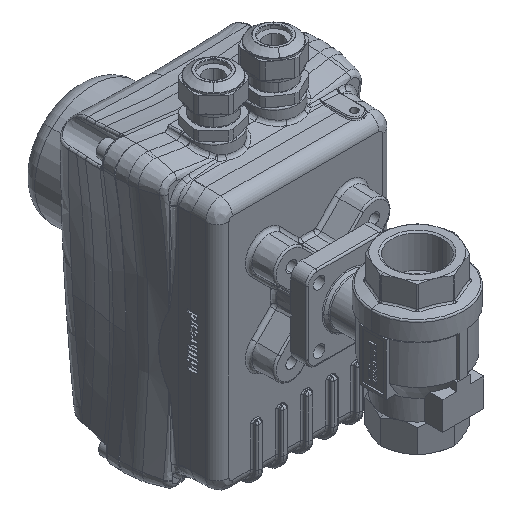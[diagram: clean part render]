
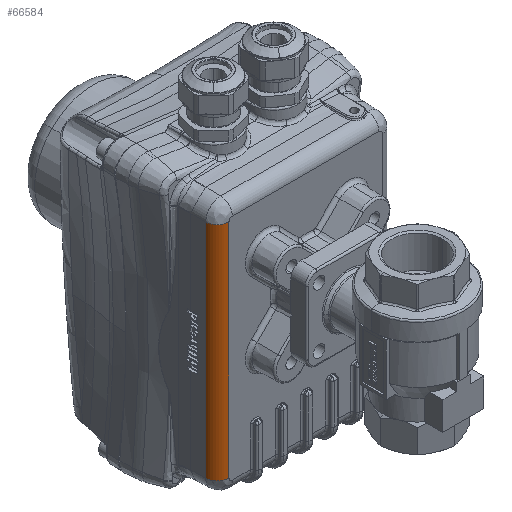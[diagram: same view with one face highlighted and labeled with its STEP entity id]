
A CAD part, isometric view. The second image highlights one B-rep face of the part: STEP entity #66584.
In plain terms, the highlighted cylindrical face has radius 7 mm (diameter 14 mm), a partial arc.
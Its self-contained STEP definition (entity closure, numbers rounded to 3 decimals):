
#1757 = AXIS2_PLACEMENT_3D ( 'NONE', #102962, #111710, #50816 ) ;
#8311 = LINE ( 'NONE', #101837, #25979 ) ;
#9752 = ORIENTED_EDGE ( 'NONE', *, *, #91411, .T. ) ;
#15595 = VERTEX_POINT ( 'NONE', #96275 ) ;
#20997 = CARTESIAN_POINT ( 'NONE',  ( -46.748, 52.25, 51.249 ) ) ;
#23935 = EDGE_CURVE ( 'NONE', #82801, #66880, #59500, .T. ) ;
#25979 = VECTOR ( 'NONE', #75673, 1000. ) ;
#30346 = DIRECTION ( 'NONE',  ( 0., 1., 0. ) ) ;
#32200 = ORIENTED_EDGE ( 'NONE', *, *, #23935, .T. ) ;
#33157 = VERTEX_POINT ( 'NONE', #20997 ) ;
#36605 = AXIS2_PLACEMENT_3D ( 'NONE', #99224, #81362, #30346 ) ;
#38054 = EDGE_LOOP ( 'NONE', ( #32200, #50881, #52690, #9752 ) ) ;
#40242 = EDGE_CURVE ( 'NONE', #33157, #15595, #8311, .T. ) ;
#42134 = CARTESIAN_POINT ( 'NONE',  ( -53.747, 59.128, -91. ) ) ;
#46710 = DIRECTION ( 'NONE',  ( 0., 0., -1. ) ) ;
#47124 = CIRCLE ( 'NONE', #80090, 7. ) ;
#50816 = DIRECTION ( 'NONE',  ( -1., 0., 0. ) ) ;
#50881 = ORIENTED_EDGE ( 'NONE', *, *, #80092, .F. ) ;
#51998 = DIRECTION ( 'NONE',  ( 0., 0., -1. ) ) ;
#52690 = ORIENTED_EDGE ( 'NONE', *, *, #40242, .F. ) ;
#55334 = CIRCLE ( 'NONE', #1757, 7. ) ;
#55526 = DIRECTION ( 'NONE',  ( 0., 1., 0. ) ) ;
#59500 = LINE ( 'NONE', #42134, #85183 ) ;
#66584 = ADVANCED_FACE ( 'NONE', ( #76186 ), #87000, .T. ) ;
#66880 = VERTEX_POINT ( 'NONE', #78671 ) ;
#70973 = CARTESIAN_POINT ( 'NONE',  ( -53.747, 59.128, 51.249 ) ) ;
#75673 = DIRECTION ( 'NONE',  ( 0., 0., -1. ) ) ;
#76186 = FACE_OUTER_BOUND ( 'NONE', #38054, .T. ) ;
#78671 = CARTESIAN_POINT ( 'NONE',  ( -53.747, 59.128, -81.249 ) ) ;
#80090 = AXIS2_PLACEMENT_3D ( 'NONE', #98889, #46710, #55526 ) ;
#80092 = EDGE_CURVE ( 'NONE', #15595, #66880, #55334, .T. ) ;
#81362 = DIRECTION ( 'NONE',  ( 0., 0., -1. ) ) ;
#82801 = VERTEX_POINT ( 'NONE', #70973 ) ;
#85183 = VECTOR ( 'NONE', #51998, 1000. ) ;
#87000 = CYLINDRICAL_SURFACE ( 'NONE', #36605, 7. ) ;
#91411 = EDGE_CURVE ( 'NONE', #33157, #82801, #47124, .T. ) ;
#96275 = CARTESIAN_POINT ( 'NONE',  ( -46.748, 52.25, -81.249 ) ) ;
#98889 = CARTESIAN_POINT ( 'NONE',  ( -46.748, 59.25, 51.249 ) ) ;
#99224 = CARTESIAN_POINT ( 'NONE',  ( -46.748, 59.25, -91. ) ) ;
#101837 = CARTESIAN_POINT ( 'NONE',  ( -46.748, 52.25, -91. ) ) ;
#102962 = CARTESIAN_POINT ( 'NONE',  ( -46.748, 59.25, -81.249 ) ) ;
#111710 = DIRECTION ( 'NONE',  ( 0., 0., -1. ) ) ;
